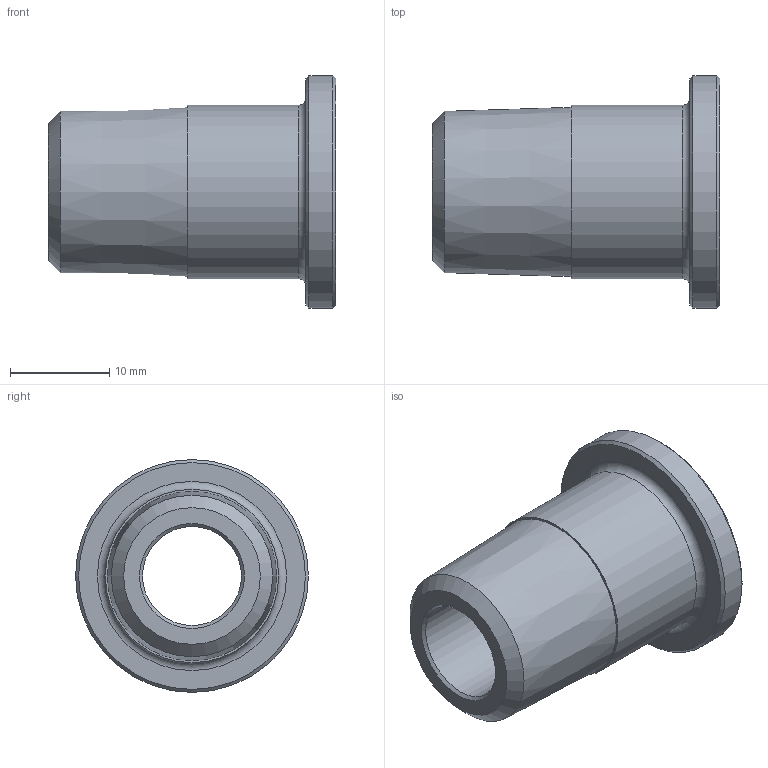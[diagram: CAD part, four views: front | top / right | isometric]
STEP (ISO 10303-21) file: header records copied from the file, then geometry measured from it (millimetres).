
FILE_DESCRIPTION(/* description */ (''),/* implementation_level */ '2;1');
FILE_NAME(/* name */ '3D_R666-UE-DN10-DN20_17113215.stp',/* time_stamp */ '2021-06-17T11:37:01+02:00',/* author */ ('cad'),/* organization */ (''),/* preprocessor_version */ 'ST-DEVELOPER v18.1',/* originating_system */ 'Autodesk Inventor 2022',/* authorisation */ '');
FILE_SCHEMA (('AUTOMOTIVE_DESIGN { 1 0 10303 214 3 1 1 }'));
Length unit declared in the file: millimetre
Products named in the file (1): 3D_R666-UE-DN10-DN20_17113215
Bounding box: 29 x 23.5 x 23.5 mm (x, y, z)
Volume: 4918.5 mm3; surface area: 3120 mm2
Topology: 1 solids, 1 shells, 14 faces, 30 edges, 20 vertices
Faces by surface type: cone 6, plane 4, cylinder 3, torus 1
Full cylindrical faces by diameter (mm): 10 x1, 17.5 x1, 23.5 x1
Entity records: 440 total; most frequent: DIRECTION 81, CARTESIAN_POINT 65, ORIENTED_EDGE 60, AXIS2_PLACEMENT_3D 36, EDGE_CURVE 30, CIRCLE 21, VERTEX_POINT 20, EDGE_LOOP 18
